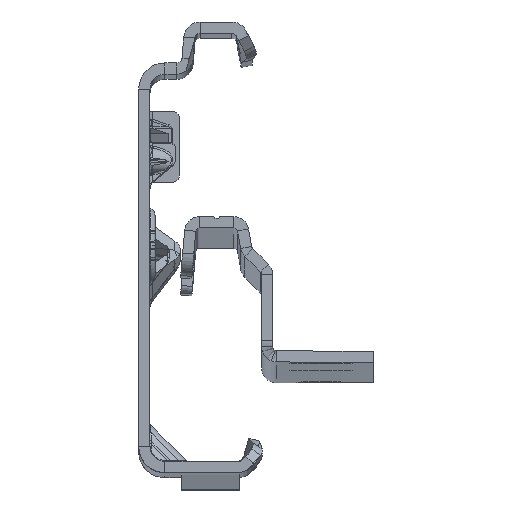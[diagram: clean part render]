
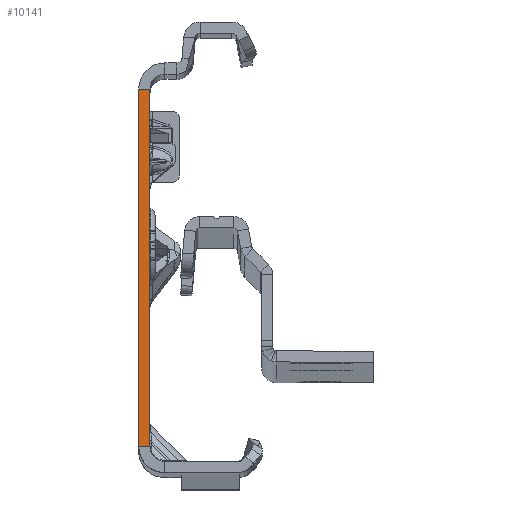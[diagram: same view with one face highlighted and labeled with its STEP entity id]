
A CAD part, top view. The second image highlights one B-rep face of the part: STEP entity #10141.
In plain terms, the highlighted planar face has unit normal (0, 0, 1).
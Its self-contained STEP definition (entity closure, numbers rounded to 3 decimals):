
#237 = LINE ( 'NONE', #12238, #19498 ) ;
#1182 = AXIS2_PLACEMENT_3D ( 'NONE', #31910, #40881, #10446 ) ;
#5537 = DIRECTION ( 'NONE',  ( 0., -1., 0. ) ) ;
#5982 = EDGE_LOOP ( 'NONE', ( #10990, #50308, #16587, #20162 ) ) ;
#7899 = VERTEX_POINT ( 'NONE', #27678 ) ;
#9241 = VECTOR ( 'NONE', #5537, 1000. ) ;
#10141 = ADVANCED_FACE ( 'NONE', ( #48670 ), #10174, .T. ) ;
#10174 = PLANE ( 'NONE',  #1182 ) ;
#10377 = CARTESIAN_POINT ( 'NONE',  ( 0., -25.865, 0. ) ) ;
#10446 = DIRECTION ( 'NONE',  ( 1., 0., 0. ) ) ;
#10468 = VECTOR ( 'NONE', #27388, 1000. ) ;
#10990 = ORIENTED_EDGE ( 'NONE', *, *, #33646, .F. ) ;
#12238 = CARTESIAN_POINT ( 'NONE',  ( 0., -27.865, 0. ) ) ;
#15348 = VECTOR ( 'NONE', #53048, 1000. ) ;
#15555 = EDGE_CURVE ( 'NONE', #53573, #44356, #48599, .T. ) ;
#16587 = ORIENTED_EDGE ( 'NONE', *, *, #49962, .T. ) ;
#18679 = CARTESIAN_POINT ( 'NONE',  ( -1.5, -27.865, 0. ) ) ;
#19498 = VECTOR ( 'NONE', #54926, 1000. ) ;
#20162 = ORIENTED_EDGE ( 'NONE', *, *, #15555, .F. ) ;
#23261 = CARTESIAN_POINT ( 'NONE',  ( 0., 22.135, 0. ) ) ;
#26732 = LINE ( 'NONE', #18679, #9241 ) ;
#26806 = CARTESIAN_POINT ( 'NONE',  ( 0., 22.135, 0. ) ) ;
#27388 = DIRECTION ( 'NONE',  ( -1., 0., 0. ) ) ;
#27678 = CARTESIAN_POINT ( 'NONE',  ( -1.5, 22.135, 0. ) ) ;
#30993 = LINE ( 'NONE', #26806, #15348 ) ;
#31910 = CARTESIAN_POINT ( 'NONE',  ( -1.5, -27.865, 0. ) ) ;
#33646 = EDGE_CURVE ( 'NONE', #48875, #53573, #237, .T. ) ;
#37167 = EDGE_CURVE ( 'NONE', #48875, #7899, #30993, .T. ) ;
#37734 = CARTESIAN_POINT ( 'NONE',  ( 0., -25.865, 0. ) ) ;
#40881 = DIRECTION ( 'NONE',  ( 0., 0., 1. ) ) ;
#44356 = VERTEX_POINT ( 'NONE', #49669 ) ;
#48599 = LINE ( 'NONE', #10377, #10468 ) ;
#48670 = FACE_OUTER_BOUND ( 'NONE', #5982, .T. ) ;
#48875 = VERTEX_POINT ( 'NONE', #23261 ) ;
#49669 = CARTESIAN_POINT ( 'NONE',  ( -1.5, -25.865, 0. ) ) ;
#49962 = EDGE_CURVE ( 'NONE', #7899, #44356, #26732, .T. ) ;
#50308 = ORIENTED_EDGE ( 'NONE', *, *, #37167, .T. ) ;
#53048 = DIRECTION ( 'NONE',  ( -1., 0., 0. ) ) ;
#53573 = VERTEX_POINT ( 'NONE', #37734 ) ;
#54926 = DIRECTION ( 'NONE',  ( 0., -1., 0. ) ) ;
